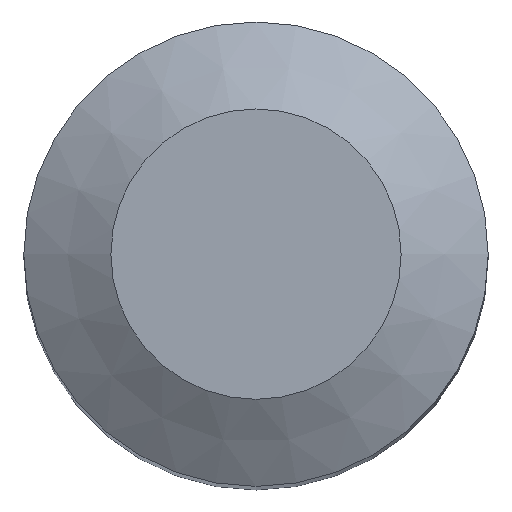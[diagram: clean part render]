
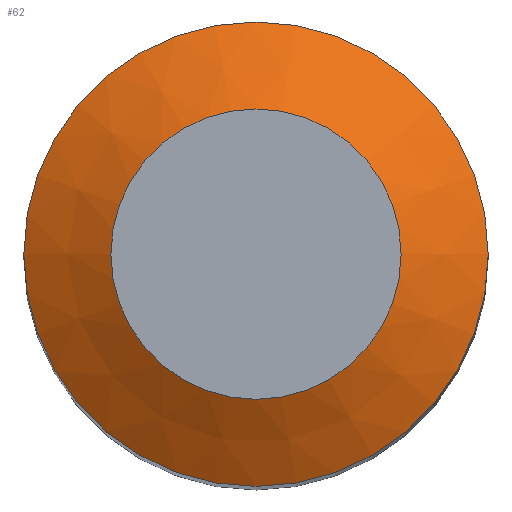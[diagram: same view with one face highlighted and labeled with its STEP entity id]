
A CAD part, top view. The second image highlights one B-rep face of the part: STEP entity #62.
In plain terms, the highlighted conical face has half-angle 60 degrees and reference radius 4 mm.
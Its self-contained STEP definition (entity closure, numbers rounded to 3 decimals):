
#45=CONICAL_SURFACE('',#219,4.,60.);
#62=ADVANCED_FACE('',(#80,#81),#45,.T.);
#80=FACE_BOUND('',#101,.T.);
#81=FACE_BOUND('',#102,.T.);
#101=EDGE_LOOP('',(#123));
#102=EDGE_LOOP('',(#124));
#123=ORIENTED_EDGE('',*,*,#154,.T.);
#124=ORIENTED_EDGE('',*,*,#155,.F.);
#142=VERTEX_POINT('',#329);
#143=VERTEX_POINT('',#332);
#154=EDGE_CURVE('',#142,#142,#165,.T.);
#155=EDGE_CURVE('',#143,#143,#166,.T.);
#165=CIRCLE('',#216,2.5);
#166=CIRCLE('',#218,4.);
#216=AXIS2_PLACEMENT_3D('',#328,#255,#256);
#218=AXIS2_PLACEMENT_3D('',#331,#259,#260);
#219=AXIS2_PLACEMENT_3D('',#333,#261,#262);
#255=DIRECTION('',(0.,0.,-1.));
#256=DIRECTION('',(1.,0.,0.));
#259=DIRECTION('',(0.,0.,-1.));
#260=DIRECTION('',(1.,0.,0.));
#261=DIRECTION('',(0.,0.,-1.));
#262=DIRECTION('',(1.,0.,0.));
#328=CARTESIAN_POINT('',(0.,0.,0.));
#329=CARTESIAN_POINT('',(2.5,0.,0.));
#331=CARTESIAN_POINT('',(0.,0.,-0.866));
#332=CARTESIAN_POINT('',(4.,0.,-0.866));
#333=CARTESIAN_POINT('',(0.,0.,-0.866));
